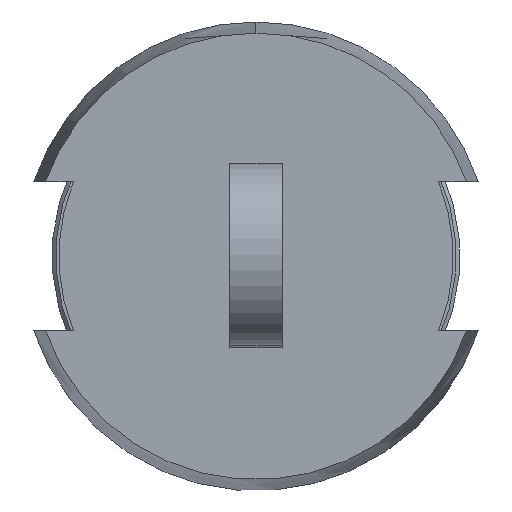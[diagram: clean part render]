
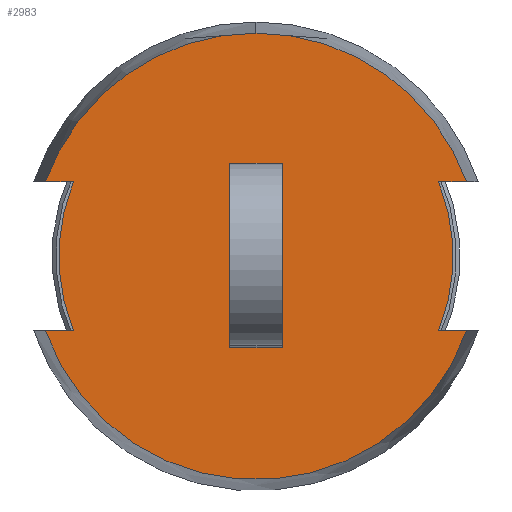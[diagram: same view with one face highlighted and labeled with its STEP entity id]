
A CAD part, left-side view. The second image highlights one B-rep face of the part: STEP entity #2983.
In plain terms, the highlighted planar face has unit normal (-1, 0, 0).
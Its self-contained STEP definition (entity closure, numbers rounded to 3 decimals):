
#33 = VERTEX_POINT ( 'NONE', #1259 ) ;
#38 = EDGE_CURVE ( 'NONE', #483, #512, #1772, .T. ) ;
#45 = LINE ( 'NONE', #797, #759 ) ;
#151 = AXIS2_PLACEMENT_3D ( 'NONE', #2306, #549, #2591 ) ;
#201 = ORIENTED_EDGE ( 'NONE', *, *, #1599, .F. ) ;
#205 = EDGE_CURVE ( 'NONE', #464, #1071, #358, .T. ) ;
#264 = CIRCLE ( 'NONE', #1679, 2.65 ) ;
#302 = ORIENTED_EDGE ( 'NONE', *, *, #2020, .F. ) ;
#309 = VECTOR ( 'NONE', #2568, 1000. ) ;
#356 = DIRECTION ( 'NONE',  ( 1., 0., 0. ) ) ;
#358 = LINE ( 'NONE', #2221, #2583 ) ;
#372 = EDGE_LOOP ( 'NONE', ( #201, #2034, #3642, #1202 ) ) ;
#451 = EDGE_CURVE ( 'NONE', #33, #2347, #1954, .T. ) ;
#464 = VERTEX_POINT ( 'NONE', #1956 ) ;
#483 = VERTEX_POINT ( 'NONE', #495 ) ;
#495 = CARTESIAN_POINT ( 'NONE',  ( 2.7, 9.233, -3.74 ) ) ;
#512 = VERTEX_POINT ( 'NONE', #2048 ) ;
#549 = DIRECTION ( 'NONE',  ( -1., 0., 0. ) ) ;
#556 = DIRECTION ( 'NONE',  ( 0., 0., -1. ) ) ;
#592 = LINE ( 'NONE', #3567, #3679 ) ;
#666 = ORIENTED_EDGE ( 'NONE', *, *, #3196, .F. ) ;
#704 = DIRECTION ( 'NONE',  ( -1., 0., 0. ) ) ;
#759 = VECTOR ( 'NONE', #809, 1000. ) ;
#797 = CARTESIAN_POINT ( 'NONE',  ( 2.7, 4.325, -1.74 ) ) ;
#809 = DIRECTION ( 'NONE',  ( 0., -1., 0. ) ) ;
#858 = EDGE_CURVE ( 'NONE', #1855, #2303, #45, .T. ) ;
#949 = CARTESIAN_POINT ( 'NONE',  ( 2.7, 7.129, -1.515 ) ) ;
#993 = VECTOR ( 'NONE', #2130, 1000. ) ;
#1020 = AXIS2_PLACEMENT_3D ( 'NONE', #3243, #1510, #3536 ) ;
#1023 = CARTESIAN_POINT ( 'NONE',  ( 2.7, 3.95, -3.74 ) ) ;
#1029 = EDGE_CURVE ( 'NONE', #2347, #2502, #2190, .T. ) ;
#1064 = DIRECTION ( 'NONE',  ( 0., 1., 0. ) ) ;
#1071 = VERTEX_POINT ( 'NONE', #3717 ) ;
#1084 = CARTESIAN_POINT ( 'NONE',  ( 2.7, 6.779, -2.74 ) ) ;
#1122 = AXIS2_PLACEMENT_3D ( 'NONE', #2105, #356, #2391 ) ;
#1151 = CARTESIAN_POINT ( 'NONE',  ( 2.7, 4.325, -1.74 ) ) ;
#1160 = CARTESIAN_POINT ( 'NONE',  ( 2.7, 7.129, -1.515 ) ) ;
#1202 = ORIENTED_EDGE ( 'NONE', *, *, #2419, .F. ) ;
#1259 = CARTESIAN_POINT ( 'NONE',  ( 2.7, 7.129, -3.965 ) ) ;
#1288 = CIRCLE ( 'NONE', #1020, 3. ) ;
#1347 = FACE_OUTER_BOUND ( 'NONE', #2143, .T. ) ;
#1372 = DIRECTION ( 'NONE',  ( 0., 0., 1. ) ) ;
#1405 = ORIENTED_EDGE ( 'NONE', *, *, #2567, .T. ) ;
#1510 = DIRECTION ( 'NONE',  ( 1., 0., 0. ) ) ;
#1523 = ORIENTED_EDGE ( 'NONE', *, *, #858, .T. ) ;
#1530 = CARTESIAN_POINT ( 'NONE',  ( 2.7, 6.429, -1.515 ) ) ;
#1585 = CIRCLE ( 'NONE', #1122, 3. ) ;
#1599 = EDGE_CURVE ( 'NONE', #2502, #3249, #3706, .T. ) ;
#1618 = CARTESIAN_POINT ( 'NONE',  ( 2.7, 6.779, -2.74 ) ) ;
#1627 = CARTESIAN_POINT ( 'NONE',  ( 2.7, 3.95, -1.74 ) ) ;
#1650 = CARTESIAN_POINT ( 'NONE',  ( 2.7, 6.429, -3.965 ) ) ;
#1651 = LINE ( 'NONE', #1160, #3369 ) ;
#1679 = AXIS2_PLACEMENT_3D ( 'NONE', #1084, #3111, #1372 ) ;
#1684 = CARTESIAN_POINT ( 'NONE',  ( 2.7, 6.429, -1.515 ) ) ;
#1714 = CARTESIAN_POINT ( 'NONE',  ( 2.7, 4.325, -3.74 ) ) ;
#1718 = EDGE_CURVE ( 'NONE', #2967, #1855, #264, .T. ) ;
#1723 = ORIENTED_EDGE ( 'NONE', *, *, #3582, .F. ) ;
#1738 = VERTEX_POINT ( 'NONE', #2846 ) ;
#1772 = LINE ( 'NONE', #3571, #993 ) ;
#1855 = VERTEX_POINT ( 'NONE', #1151 ) ;
#1896 = ORIENTED_EDGE ( 'NONE', *, *, #3518, .T. ) ;
#1909 = DIRECTION ( 'NONE',  ( 0., 0., 1. ) ) ;
#1954 = LINE ( 'NONE', #3384, #309 ) ;
#1956 = CARTESIAN_POINT ( 'NONE',  ( 2.7, 9.607, -1.74 ) ) ;
#2001 = VECTOR ( 'NONE', #1064, 1000. ) ;
#2006 = VECTOR ( 'NONE', #2278, 1000. ) ;
#2020 = EDGE_CURVE ( 'NONE', #3580, #512, #1288, .T. ) ;
#2034 = ORIENTED_EDGE ( 'NONE', *, *, #1029, .F. ) ;
#2048 = CARTESIAN_POINT ( 'NONE',  ( 2.7, 9.607, -3.74 ) ) ;
#2105 = CARTESIAN_POINT ( 'NONE',  ( 2.7, 6.779, -2.74 ) ) ;
#2130 = DIRECTION ( 'NONE',  ( 0., 1., 0. ) ) ;
#2137 = FACE_BOUND ( 'NONE', #372, .T. ) ;
#2143 = EDGE_LOOP ( 'NONE', ( #3295, #302, #1405, #2576, #1523, #1723, #666, #2531, #1896 ) ) ;
#2190 = LINE ( 'NONE', #1684, #2006 ) ;
#2221 = CARTESIAN_POINT ( 'NONE',  ( 2.7, 9.871, -1.74 ) ) ;
#2236 = AXIS2_PLACEMENT_3D ( 'NONE', #2443, #704, #2754 ) ;
#2278 = DIRECTION ( 'NONE',  ( 0., 0., 1. ) ) ;
#2303 = VERTEX_POINT ( 'NONE', #1627 ) ;
#2306 = CARTESIAN_POINT ( 'NONE',  ( 2.7, 6.779, -2.74 ) ) ;
#2347 = VERTEX_POINT ( 'NONE', #1650 ) ;
#2391 = DIRECTION ( 'NONE',  ( 0., 0., 1. ) ) ;
#2418 = DIRECTION ( 'NONE',  ( 0., 1., 0. ) ) ;
#2419 = EDGE_CURVE ( 'NONE', #3249, #33, #1651, .T. ) ;
#2443 = CARTESIAN_POINT ( 'NONE',  ( 2.7, 6.779, -2.74 ) ) ;
#2502 = VERTEX_POINT ( 'NONE', #1530 ) ;
#2531 = ORIENTED_EDGE ( 'NONE', *, *, #205, .T. ) ;
#2567 = EDGE_CURVE ( 'NONE', #3580, #2967, #592, .T. ) ;
#2568 = DIRECTION ( 'NONE',  ( 0., -1., 0. ) ) ;
#2576 = ORIENTED_EDGE ( 'NONE', *, *, #1718, .T. ) ;
#2583 = VECTOR ( 'NONE', #2949, 1000. ) ;
#2591 = DIRECTION ( 'NONE',  ( 0., 0., 1. ) ) ;
#2622 = CIRCLE ( 'NONE', #3383, 3. ) ;
#2754 = DIRECTION ( 'NONE',  ( 0., 0., 1. ) ) ;
#2809 = CIRCLE ( 'NONE', #2236, 2.65 ) ;
#2846 = CARTESIAN_POINT ( 'NONE',  ( 2.7, 6.779, 0.26 ) ) ;
#2949 = DIRECTION ( 'NONE',  ( 0., -1., 0. ) ) ;
#2967 = VERTEX_POINT ( 'NONE', #1714 ) ;
#2983 = ADVANCED_FACE ( 'NONE', ( #2137, #1347 ), #3733, .T. ) ;
#3111 = DIRECTION ( 'NONE',  ( -1., 0., 0. ) ) ;
#3196 = EDGE_CURVE ( 'NONE', #464, #1738, #1585, .T. ) ;
#3243 = CARTESIAN_POINT ( 'NONE',  ( 2.7, 6.779, -2.74 ) ) ;
#3249 = VERTEX_POINT ( 'NONE', #949 ) ;
#3295 = ORIENTED_EDGE ( 'NONE', *, *, #38, .T. ) ;
#3369 = VECTOR ( 'NONE', #556, 1000. ) ;
#3383 = AXIS2_PLACEMENT_3D ( 'NONE', #1618, #3635, #1909 ) ;
#3384 = CARTESIAN_POINT ( 'NONE',  ( 2.7, 7.129, -3.965 ) ) ;
#3518 = EDGE_CURVE ( 'NONE', #1071, #483, #2809, .T. ) ;
#3536 = DIRECTION ( 'NONE',  ( 0., 0., 1. ) ) ;
#3567 = CARTESIAN_POINT ( 'NONE',  ( 2.7, 3.687, -3.74 ) ) ;
#3571 = CARTESIAN_POINT ( 'NONE',  ( 2.7, 9.233, -3.74 ) ) ;
#3580 = VERTEX_POINT ( 'NONE', #1023 ) ;
#3582 = EDGE_CURVE ( 'NONE', #1738, #2303, #2622, .T. ) ;
#3635 = DIRECTION ( 'NONE',  ( 1., 0., 0. ) ) ;
#3642 = ORIENTED_EDGE ( 'NONE', *, *, #451, .F. ) ;
#3667 = CARTESIAN_POINT ( 'NONE',  ( 2.7, 7.129, -1.515 ) ) ;
#3679 = VECTOR ( 'NONE', #2418, 1000. ) ;
#3706 = LINE ( 'NONE', #3667, #2001 ) ;
#3717 = CARTESIAN_POINT ( 'NONE',  ( 2.7, 9.233, -1.74 ) ) ;
#3733 = PLANE ( 'NONE',  #151 ) ;
